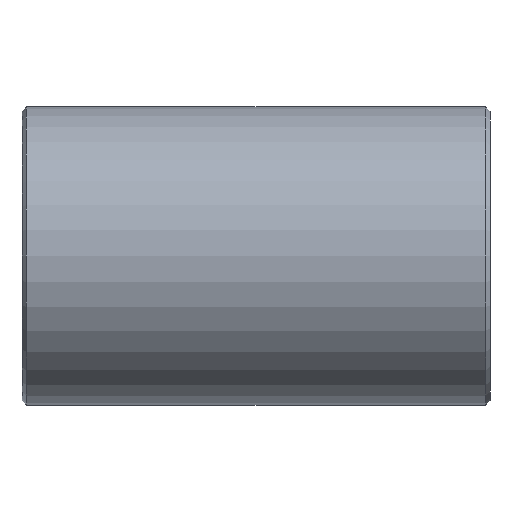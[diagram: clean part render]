
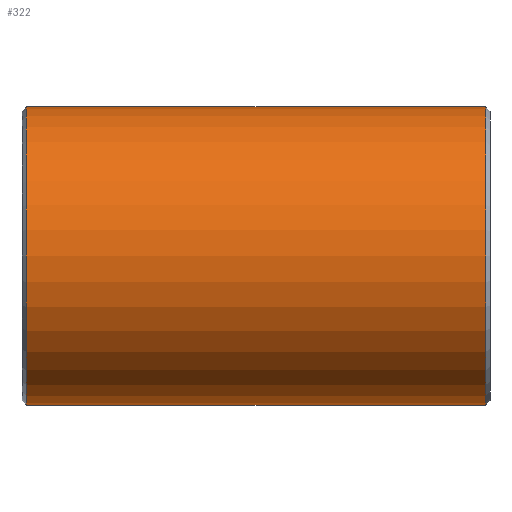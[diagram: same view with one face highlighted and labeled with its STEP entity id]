
A CAD part, front view. The second image highlights one B-rep face of the part: STEP entity #322.
In plain terms, the highlighted cylindrical face has radius 161.925 mm (diameter 323.85 mm), a partial arc.
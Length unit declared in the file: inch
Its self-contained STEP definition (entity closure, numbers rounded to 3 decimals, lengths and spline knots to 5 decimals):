
#5 = CARTESIAN_POINT ( 'NONE',  ( -9.81267, 0., -6.375 ) ) ;
#7 = VERTEX_POINT ( 'NONE', #5 ) ;
#11 = LINE ( 'NONE', #466, #208 ) ;
#16 = DIRECTION ( 'NONE',  ( -1., 0., 0. ) ) ;
#18 = VERTEX_POINT ( 'NONE', #269 ) ;
#32 = VERTEX_POINT ( 'NONE', #469 ) ;
#59 = EDGE_CURVE ( 'NONE', #32, #74, #380, .T. ) ;
#68 = EDGE_CURVE ( 'NONE', #491, #136, #500, .T. ) ;
#74 = VERTEX_POINT ( 'NONE', #327 ) ;
#76 = FACE_OUTER_BOUND ( 'NONE', #163, .T. ) ;
#131 = CARTESIAN_POINT ( 'NONE',  ( 10., 0., 0. ) ) ;
#136 = VERTEX_POINT ( 'NONE', #242 ) ;
#149 = DIRECTION ( 'NONE',  ( -1., 0., 0. ) ) ;
#153 = EDGE_CURVE ( 'NONE', #136, #32, #245, .T. ) ;
#163 = EDGE_LOOP ( 'NONE', ( #223, #438, #306, #545, #264, #595 ) ) ;
#207 = CARTESIAN_POINT ( 'NONE',  ( 10., 0., -6.375 ) ) ;
#208 = VECTOR ( 'NONE', #149, 39.37008 ) ;
#212 = DIRECTION ( 'NONE',  ( 0., 0., 1. ) ) ;
#223 = ORIENTED_EDGE ( 'NONE', *, *, #447, .F. ) ;
#233 = EDGE_CURVE ( 'NONE', #18, #7, #446, .T. ) ;
#242 = CARTESIAN_POINT ( 'NONE',  ( 9.81267, 0., 6.375 ) ) ;
#245 = LINE ( 'NONE', #433, #414 ) ;
#255 = DIRECTION ( 'NONE',  ( -1., 0., 0. ) ) ;
#264 = ORIENTED_EDGE ( 'NONE', *, *, #316, .T. ) ;
#268 = DIRECTION ( 'NONE',  ( 0., 0., 1. ) ) ;
#269 = CARTESIAN_POINT ( 'NONE',  ( 0., 0., -6.375 ) ) ;
#301 = VECTOR ( 'NONE', #255, 39.37008 ) ;
#306 = ORIENTED_EDGE ( 'NONE', *, *, #153, .T. ) ;
#310 = CARTESIAN_POINT ( 'NONE',  ( -9.81267, 0., 0. ) ) ;
#312 = CYLINDRICAL_SURFACE ( 'NONE', #555, 6.375 ) ;
#316 = EDGE_CURVE ( 'NONE', #74, #7, #415, .T. ) ;
#322 = ADVANCED_FACE ( 'NONE', ( #76 ), #312, .T. ) ;
#327 = CARTESIAN_POINT ( 'NONE',  ( -9.81267, 0., 6.375 ) ) ;
#333 = CARTESIAN_POINT ( 'NONE',  ( 9.81267, 0., -6.375 ) ) ;
#380 = LINE ( 'NONE', #430, #590 ) ;
#383 = DIRECTION ( 'NONE',  ( -1., 0., 0. ) ) ;
#414 = VECTOR ( 'NONE', #16, 39.37008 ) ;
#415 = CIRCLE ( 'NONE', #589, 6.375 ) ;
#426 = DIRECTION ( 'NONE',  ( 0., 0., -1. ) ) ;
#430 = CARTESIAN_POINT ( 'NONE',  ( 10., 0., 6.375 ) ) ;
#433 = CARTESIAN_POINT ( 'NONE',  ( 10., 0., 6.375 ) ) ;
#438 = ORIENTED_EDGE ( 'NONE', *, *, #68, .T. ) ;
#446 = LINE ( 'NONE', #207, #301 ) ;
#447 = EDGE_CURVE ( 'NONE', #491, #18, #11, .T. ) ;
#466 = CARTESIAN_POINT ( 'NONE',  ( 10., 0., -6.375 ) ) ;
#469 = CARTESIAN_POINT ( 'NONE',  ( 0., 0., 6.375 ) ) ;
#480 = CARTESIAN_POINT ( 'NONE',  ( 9.81267, 0., 0. ) ) ;
#491 = VERTEX_POINT ( 'NONE', #333 ) ;
#500 = CIRCLE ( 'NONE', #581, 6.375 ) ;
#514 = DIRECTION ( 'NONE',  ( -1., 0., 0. ) ) ;
#536 = DIRECTION ( 'NONE',  ( -1., 0., 0. ) ) ;
#545 = ORIENTED_EDGE ( 'NONE', *, *, #59, .T. ) ;
#555 = AXIS2_PLACEMENT_3D ( 'NONE', #131, #536, #268 ) ;
#581 = AXIS2_PLACEMENT_3D ( 'NONE', #480, #514, #426 ) ;
#589 = AXIS2_PLACEMENT_3D ( 'NONE', #310, #591, #212 ) ;
#590 = VECTOR ( 'NONE', #383, 39.37008 ) ;
#591 = DIRECTION ( 'NONE',  ( 1., 0., 0. ) ) ;
#595 = ORIENTED_EDGE ( 'NONE', *, *, #233, .F. ) ;
